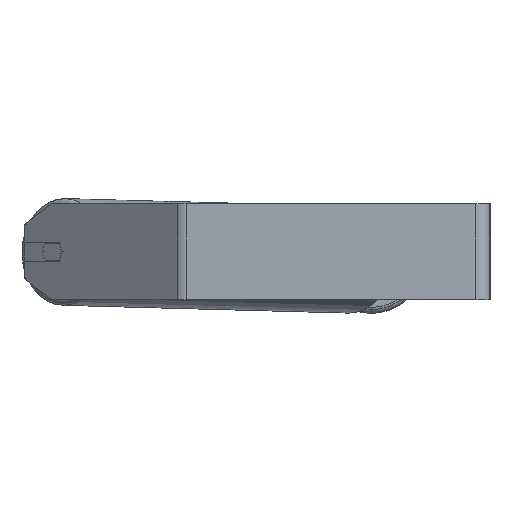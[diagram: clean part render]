
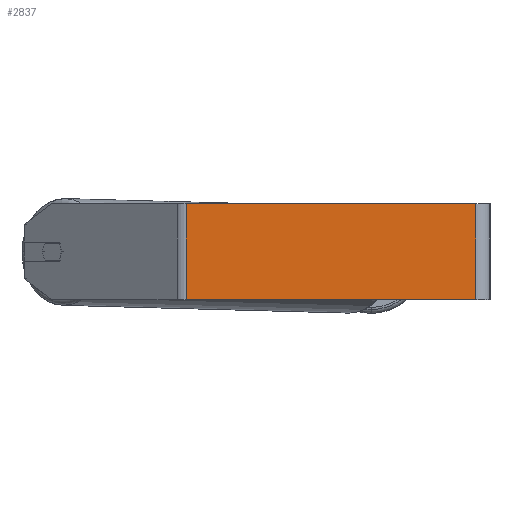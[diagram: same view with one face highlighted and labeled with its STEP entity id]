
A CAD part, left-side view. The second image highlights one B-rep face of the part: STEP entity #2837.
In plain terms, the highlighted planar face has unit normal (-1, 0, 0).
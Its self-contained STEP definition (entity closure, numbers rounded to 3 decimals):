
#423 = VECTOR ( 'NONE', #3904, 1000. ) ;
#478 = PLANE ( 'NONE',  #8224 ) ;
#526 = CARTESIAN_POINT ( 'NONE',  ( -620., 253.173, -40. ) ) ;
#544 = ORIENTED_EDGE ( 'NONE', *, *, #3131, .T. ) ;
#773 = VERTEX_POINT ( 'NONE', #7846 ) ;
#1205 = EDGE_CURVE ( 'NONE', #7998, #773, #8584, .T. ) ;
#1787 = ORIENTED_EDGE ( 'NONE', *, *, #5581, .F. ) ;
#2141 = VECTOR ( 'NONE', #7906, 1000. ) ;
#2376 = CARTESIAN_POINT ( 'NONE',  ( -620., 257.541, 40. ) ) ;
#2419 = DIRECTION ( 'NONE',  ( 1., 0., 0. ) ) ;
#2837 = ADVANCED_FACE ( 'NONE', ( #8440 ), #478, .F. ) ;
#2988 = VERTEX_POINT ( 'NONE', #3333 ) ;
#3131 = EDGE_CURVE ( 'NONE', #4732, #2988, #8262, .T. ) ;
#3243 = CARTESIAN_POINT ( 'NONE',  ( -620., 253.173, 40. ) ) ;
#3275 = EDGE_LOOP ( 'NONE', ( #544, #1787, #4238, #5732 ) ) ;
#3297 = LINE ( 'NONE', #5637, #5878 ) ;
#3333 = CARTESIAN_POINT ( 'NONE',  ( -620., 12., -40. ) ) ;
#3437 = EDGE_CURVE ( 'NONE', #7998, #4732, #8497, .T. ) ;
#3774 = CARTESIAN_POINT ( 'NONE',  ( -620., 257.541, 40. ) ) ;
#3904 = DIRECTION ( 'NONE',  ( 0., -1., 0. ) ) ;
#4238 = ORIENTED_EDGE ( 'NONE', *, *, #1205, .F. ) ;
#4288 = DIRECTION ( 'NONE',  ( 0., 0., -1. ) ) ;
#4732 = VERTEX_POINT ( 'NONE', #526 ) ;
#5086 = DIRECTION ( 'NONE',  ( 0., 0., -1. ) ) ;
#5273 = CARTESIAN_POINT ( 'NONE',  ( -620., 253.173, 40. ) ) ;
#5581 = EDGE_CURVE ( 'NONE', #773, #2988, #3297, .T. ) ;
#5637 = CARTESIAN_POINT ( 'NONE',  ( -620., 12., 40. ) ) ;
#5732 = ORIENTED_EDGE ( 'NONE', *, *, #3437, .T. ) ;
#5878 = VECTOR ( 'NONE', #4288, 1000. ) ;
#7250 = VECTOR ( 'NONE', #7835, 1000. ) ;
#7835 = DIRECTION ( 'NONE',  ( 0., 0., -1. ) ) ;
#7846 = CARTESIAN_POINT ( 'NONE',  ( -620., 12., 40. ) ) ;
#7906 = DIRECTION ( 'NONE',  ( 0., -1., 0. ) ) ;
#7998 = VERTEX_POINT ( 'NONE', #5273 ) ;
#8224 = AXIS2_PLACEMENT_3D ( 'NONE', #2376, #2419, #5086 ) ;
#8262 = LINE ( 'NONE', #8396, #2141 ) ;
#8396 = CARTESIAN_POINT ( 'NONE',  ( -620., 257.541, -40. ) ) ;
#8440 = FACE_OUTER_BOUND ( 'NONE', #3275, .T. ) ;
#8497 = LINE ( 'NONE', #3243, #7250 ) ;
#8584 = LINE ( 'NONE', #3774, #423 ) ;
